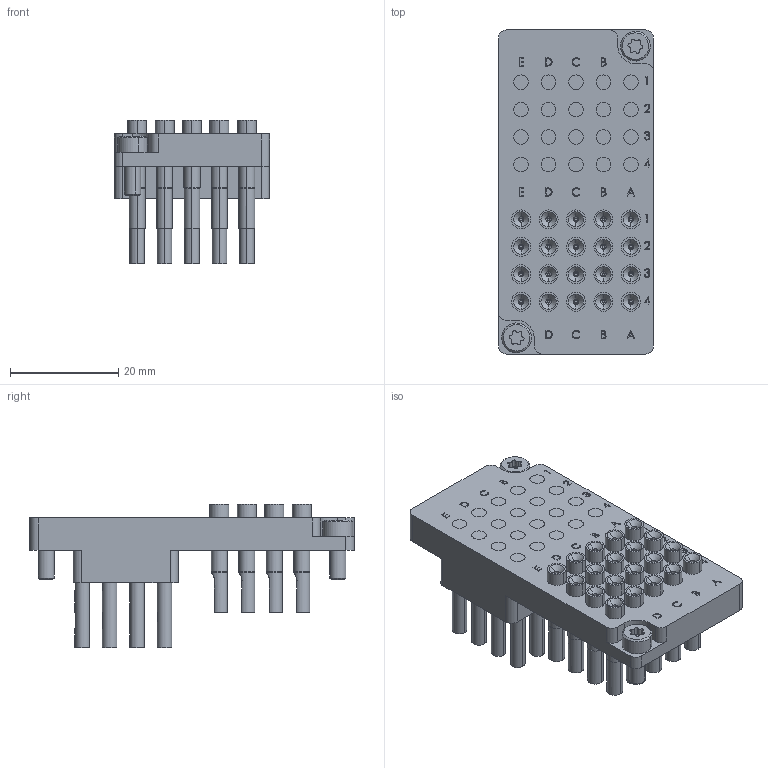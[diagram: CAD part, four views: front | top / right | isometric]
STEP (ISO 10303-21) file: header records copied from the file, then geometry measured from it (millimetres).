
FILE_DESCRIPTION (( 'STEP AP214' ), '1' );
FILE_NAME ('INGUN_45305.STEP', '2023-01-18T10:59:57', ( '' ), ( '' ), 'SwSTEP 2.0', 'SolidWorks 2021', '' );
FILE_SCHEMA (( 'AUTOMOTIVE_DESIGN' ));
Length unit declared in the file: millimetre
Products named in the file (7): INFO_4614~0_S; KT-Master__ADA~kt_KT-120 L3 E02-30; DIN912~n_M03,0x008; KS-004-Master__ADA~ks_KS-004 35 G-K; 45306~1_S; INGUN_45305; 45306~1
Assembly tree (45 placements, depth 3):
  INGUN_45305
    45306~1_S
      45306~1
      INFO_4614~0_S
    KS-004-Master__ADA~ks_KS-004 35 G-K  x20
    KT-Master__ADA~kt_KT-120 L3 E02-30  x20
    DIN912~n_M03,0x008  x2
Bounding box: 28.7 x 60 x 26.5 mm (x, y, z)
Volume: 16261.8 mm3; surface area: 17471 mm2
Topology: 104 solids, 104 shells, 5962 faces, 16742 edges, 11032 vertices
Faces by surface type: plane 3719, cylinder 1800, cone 288, bspline 155
Entity records: 30792 total; most frequent: CARTESIAN_POINT 12166, ORIENTED_EDGE 3964, DIRECTION 3293, EDGE_CURVE 1982, VERTEX_POINT 1315, AXIS2_PLACEMENT_3D 1118, VECTOR 1057, LINE 1057
